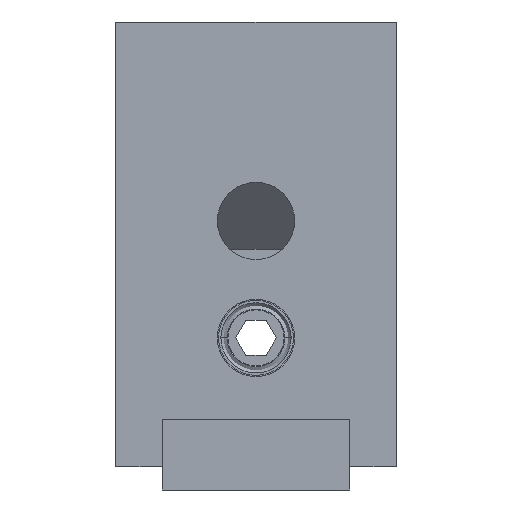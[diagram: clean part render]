
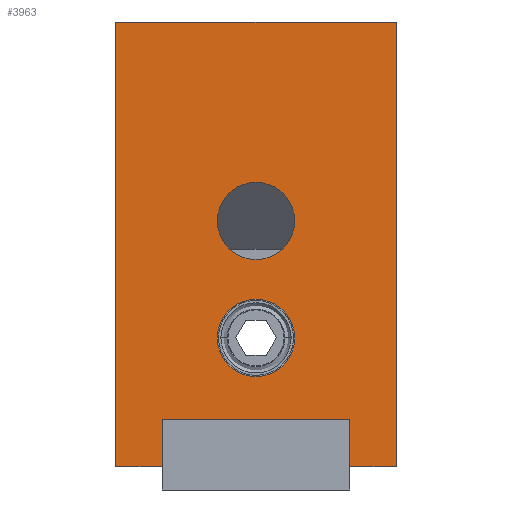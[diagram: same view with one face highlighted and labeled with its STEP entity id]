
A CAD part, front view. The second image highlights one B-rep face of the part: STEP entity #3963.
In plain terms, the highlighted planar face has unit normal (0, -1, 0).
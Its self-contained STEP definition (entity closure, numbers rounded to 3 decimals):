
#127 = VECTOR ( 'NONE', #2610, 1000. ) ;
#249 = DIRECTION ( 'NONE',  ( 0., 1., 0. ) ) ;
#264 = DIRECTION ( 'NONE',  ( 0., 0., 1. ) ) ;
#267 = DIRECTION ( 'NONE',  ( 1., 0., 0. ) ) ;
#289 = VECTOR ( 'NONE', #355, 1000. ) ;
#331 = VECTOR ( 'NONE', #953, 1000. ) ;
#355 = DIRECTION ( 'NONE',  ( 0., 0., -1. ) ) ;
#363 = CARTESIAN_POINT ( 'NONE',  ( 6., -8., -9.5 ) ) ;
#487 = CARTESIAN_POINT ( 'NONE',  ( -6., -8., 9.5 ) ) ;
#588 = DIRECTION ( 'NONE',  ( 0., 0., 1. ) ) ;
#900 = FACE_OUTER_BOUND ( 'NONE', #4870, .T. ) ;
#953 = DIRECTION ( 'NONE',  ( 1., 0., 0. ) ) ;
#974 = FACE_BOUND ( 'NONE', #3236, .T. ) ;
#1042 = DIRECTION ( 'NONE',  ( 1., 0., 0. ) ) ;
#1046 = ORIENTED_EDGE ( 'NONE', *, *, #5207, .F. ) ;
#1069 = CARTESIAN_POINT ( 'NONE',  ( 0., -8., -4. ) ) ;
#1146 = DIRECTION ( 'NONE',  ( 0., 0., -1. ) ) ;
#1158 = EDGE_CURVE ( 'NONE', #4679, #4059, #2652, .T. ) ;
#1184 = VERTEX_POINT ( 'NONE', #4992 ) ;
#1185 = DIRECTION ( 'NONE',  ( 0., -1., 0. ) ) ;
#1225 = CIRCLE ( 'NONE', #5012, 1.65 ) ;
#1227 = CARTESIAN_POINT ( 'NONE',  ( -6., -8., -9.5 ) ) ;
#1306 = DIRECTION ( 'NONE',  ( 0., 0., -1. ) ) ;
#1323 = ORIENTED_EDGE ( 'NONE', *, *, #4820, .T. ) ;
#1446 = CARTESIAN_POINT ( 'NONE',  ( -6., -8., -7.5 ) ) ;
#1500 = VERTEX_POINT ( 'NONE', #1822 ) ;
#1524 = DIRECTION ( 'NONE',  ( 0., 0., 1. ) ) ;
#1702 = CIRCLE ( 'NONE', #5303, 1.65 ) ;
#1722 = EDGE_CURVE ( 'NONE', #4338, #4421, #1702, .T. ) ;
#1758 = EDGE_CURVE ( 'NONE', #1500, #3496, #3073, .T. ) ;
#1812 = VERTEX_POINT ( 'NONE', #363 ) ;
#1822 = CARTESIAN_POINT ( 'NONE',  ( 0., -8., -0.65 ) ) ;
#1882 = CARTESIAN_POINT ( 'NONE',  ( -6., -8., -9.5 ) ) ;
#1971 = LINE ( 'NONE', #2059, #4165 ) ;
#2059 = CARTESIAN_POINT ( 'NONE',  ( -6., -8., -9.5 ) ) ;
#2067 = CARTESIAN_POINT ( 'NONE',  ( 0., -8., -5.65 ) ) ;
#2089 = CARTESIAN_POINT ( 'NONE',  ( 0., -8., -2.35 ) ) ;
#2102 = VECTOR ( 'NONE', #264, 1000. ) ;
#2168 = AXIS2_PLACEMENT_3D ( 'NONE', #4018, #2659, #1306 ) ;
#2204 = CARTESIAN_POINT ( 'NONE',  ( 6., -8., 9.5 ) ) ;
#2610 = DIRECTION ( 'NONE',  ( 0., 0., -1. ) ) ;
#2637 = AXIS2_PLACEMENT_3D ( 'NONE', #4598, #2826, #1146 ) ;
#2652 = LINE ( 'NONE', #3722, #4234 ) ;
#2659 = DIRECTION ( 'NONE',  ( 0., -1., 0. ) ) ;
#2808 = VERTEX_POINT ( 'NONE', #1227 ) ;
#2820 = ORIENTED_EDGE ( 'NONE', *, *, #1158, .F. ) ;
#2826 = DIRECTION ( 'NONE',  ( 0., -1., 0. ) ) ;
#3073 = CIRCLE ( 'NONE', #2637, 1.65 ) ;
#3085 = CARTESIAN_POINT ( 'NONE',  ( 0., -8., 2.65 ) ) ;
#3132 = LINE ( 'NONE', #3230, #4233 ) ;
#3159 = FACE_BOUND ( 'NONE', #4392, .T. ) ;
#3201 = LINE ( 'NONE', #1882, #5273 ) ;
#3230 = CARTESIAN_POINT ( 'NONE',  ( -6., -8., 9.5 ) ) ;
#3236 = EDGE_LOOP ( 'NONE', ( #5362, #4210 ) ) ;
#3244 = ORIENTED_EDGE ( 'NONE', *, *, #5332, .T. ) ;
#3257 = LINE ( 'NONE', #3820, #2102 ) ;
#3496 = VERTEX_POINT ( 'NONE', #3085 ) ;
#3515 = ORIENTED_EDGE ( 'NONE', *, *, #3850, .F. ) ;
#3615 = CIRCLE ( 'NONE', #4635, 1.65 ) ;
#3651 = VERTEX_POINT ( 'NONE', #4588 ) ;
#3722 = CARTESIAN_POINT ( 'NONE',  ( -6., -8., 9.5 ) ) ;
#3820 = CARTESIAN_POINT ( 'NONE',  ( 4., -8., 9.5 ) ) ;
#3845 = CARTESIAN_POINT ( 'NONE',  ( 0., -8., 1. ) ) ;
#3850 = EDGE_CURVE ( 'NONE', #3859, #5455, #4670, .T. ) ;
#3859 = VERTEX_POINT ( 'NONE', #5173 ) ;
#3897 = CARTESIAN_POINT ( 'NONE',  ( -4., -8., 9.5 ) ) ;
#3963 = ADVANCED_FACE ( 'NONE', ( #974, #900, #3159 ), #4900, .T. ) ;
#4018 = CARTESIAN_POINT ( 'NONE',  ( -6., -8., 9.5 ) ) ;
#4059 = VERTEX_POINT ( 'NONE', #2204 ) ;
#4140 = DIRECTION ( 'NONE',  ( 0., 0., -1. ) ) ;
#4165 = VECTOR ( 'NONE', #5579, 1000. ) ;
#4210 = ORIENTED_EDGE ( 'NONE', *, *, #4775, .T. ) ;
#4233 = VECTOR ( 'NONE', #4140, 1000. ) ;
#4234 = VECTOR ( 'NONE', #1042, 1000. ) ;
#4317 = DIRECTION ( 'NONE',  ( 0., 0., -1. ) ) ;
#4338 = VERTEX_POINT ( 'NONE', #2089 ) ;
#4384 = CARTESIAN_POINT ( 'NONE',  ( 6., -8., 9.5 ) ) ;
#4392 = EDGE_LOOP ( 'NONE', ( #4625, #5234 ) ) ;
#4421 = VERTEX_POINT ( 'NONE', #2067 ) ;
#4565 = ORIENTED_EDGE ( 'NONE', *, *, #5513, .F. ) ;
#4588 = CARTESIAN_POINT ( 'NONE',  ( 4., -8., -9.5 ) ) ;
#4598 = CARTESIAN_POINT ( 'NONE',  ( 0., -8., 1. ) ) ;
#4625 = ORIENTED_EDGE ( 'NONE', *, *, #1758, .F. ) ;
#4635 = AXIS2_PLACEMENT_3D ( 'NONE', #4969, #5409, #588 ) ;
#4670 = LINE ( 'NONE', #3897, #289 ) ;
#4679 = VERTEX_POINT ( 'NONE', #487 ) ;
#4711 = LINE ( 'NONE', #4384, #127 ) ;
#4771 = EDGE_CURVE ( 'NONE', #4679, #2808, #3132, .T. ) ;
#4775 = EDGE_CURVE ( 'NONE', #4421, #4338, #3615, .T. ) ;
#4781 = LINE ( 'NONE', #1446, #331 ) ;
#4820 = EDGE_CURVE ( 'NONE', #3651, #1812, #3201, .T. ) ;
#4870 = EDGE_LOOP ( 'NONE', ( #3515, #3244, #4565, #1323, #1046, #2820, #5179, #4879 ) ) ;
#4879 = ORIENTED_EDGE ( 'NONE', *, *, #5067, .T. ) ;
#4900 = PLANE ( 'NONE',  #2168 ) ;
#4967 = EDGE_CURVE ( 'NONE', #3496, #1500, #1225, .T. ) ;
#4969 = CARTESIAN_POINT ( 'NONE',  ( 0., -8., -4. ) ) ;
#4992 = CARTESIAN_POINT ( 'NONE',  ( 4., -8., -7.5 ) ) ;
#5012 = AXIS2_PLACEMENT_3D ( 'NONE', #3845, #1185, #4317 ) ;
#5021 = CARTESIAN_POINT ( 'NONE',  ( -4., -8., -9.5 ) ) ;
#5067 = EDGE_CURVE ( 'NONE', #2808, #5455, #1971, .T. ) ;
#5173 = CARTESIAN_POINT ( 'NONE',  ( -4., -8., -7.5 ) ) ;
#5179 = ORIENTED_EDGE ( 'NONE', *, *, #4771, .T. ) ;
#5207 = EDGE_CURVE ( 'NONE', #4059, #1812, #4711, .T. ) ;
#5234 = ORIENTED_EDGE ( 'NONE', *, *, #4967, .F. ) ;
#5273 = VECTOR ( 'NONE', #267, 1000. ) ;
#5303 = AXIS2_PLACEMENT_3D ( 'NONE', #1069, #249, #1524 ) ;
#5332 = EDGE_CURVE ( 'NONE', #3859, #1184, #4781, .T. ) ;
#5362 = ORIENTED_EDGE ( 'NONE', *, *, #1722, .T. ) ;
#5409 = DIRECTION ( 'NONE',  ( 0., 1., 0. ) ) ;
#5455 = VERTEX_POINT ( 'NONE', #5021 ) ;
#5513 = EDGE_CURVE ( 'NONE', #3651, #1184, #3257, .T. ) ;
#5579 = DIRECTION ( 'NONE',  ( 1., 0., 0. ) ) ;
